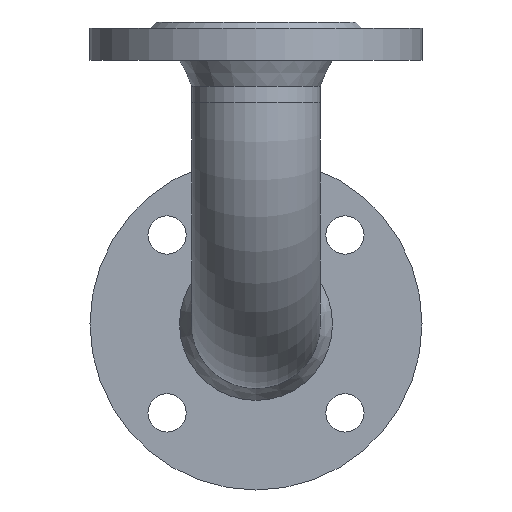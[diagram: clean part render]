
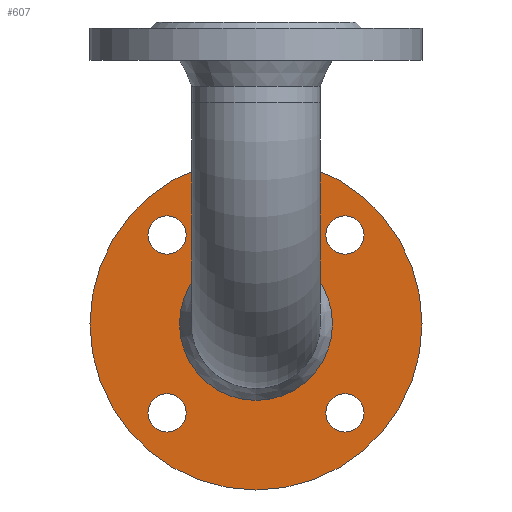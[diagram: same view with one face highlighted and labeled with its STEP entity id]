
A CAD part, left-side view. The second image highlights one B-rep face of the part: STEP entity #607.
In plain terms, the highlighted planar face has unit normal (-1, 0, 0).
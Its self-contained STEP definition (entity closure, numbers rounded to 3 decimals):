
#67 = DIRECTION ( 'NONE',  ( -1., 0., 0. ) ) ;
#68 = PLANE ( 'NONE',  #564 ) ;
#70 = CARTESIAN_POINT ( 'NONE',  ( 131., 0., -147. ) ) ;
#72 = DIRECTION ( 'NONE',  ( 0., 0., -1. ) ) ;
#96 = CARTESIAN_POINT ( 'NONE',  ( 131., 0., -147. ) ) ;
#97 = DIRECTION ( 'NONE',  ( -1., 0., 0. ) ) ;
#98 = DIRECTION ( 'NONE',  ( 0., 0., 1. ) ) ;
#129 = CARTESIAN_POINT ( 'NONE',  ( 131., 44.194, -191.194 ) ) ;
#130 = DIRECTION ( 'NONE',  ( -1., 0., 0. ) ) ;
#131 = DIRECTION ( 'NONE',  ( 0., 0., -1. ) ) ;
#175 = CARTESIAN_POINT ( 'NONE',  ( 131., 0., -147. ) ) ;
#176 = DIRECTION ( 'NONE',  ( -1., 0., 0. ) ) ;
#177 = DIRECTION ( 'NONE',  ( 0., 0., -1. ) ) ;
#179 = CARTESIAN_POINT ( 'NONE',  ( 131., -44.194, -191.194 ) ) ;
#180 = DIRECTION ( 'NONE',  ( -1., 0., 0. ) ) ;
#181 = DIRECTION ( 'NONE',  ( 0., 0., -1. ) ) ;
#183 = CARTESIAN_POINT ( 'NONE',  ( 131., -44.194, -102.806 ) ) ;
#184 = DIRECTION ( 'NONE',  ( -1., 0., 0. ) ) ;
#185 = DIRECTION ( 'NONE',  ( 0., 0., -1. ) ) ;
#190 = CARTESIAN_POINT ( 'NONE',  ( 131., 44.194, -102.806 ) ) ;
#191 = DIRECTION ( 'NONE',  ( -1., 0., 0. ) ) ;
#192 = DIRECTION ( 'NONE',  ( 0., 0., -1. ) ) ;
#193 = CARTESIAN_POINT ( 'NONE',  ( 131., 0., -64.5 ) ) ;
#204 = CARTESIAN_POINT ( 'NONE',  ( 131., 44.194, -200.694 ) ) ;
#219 = CARTESIAN_POINT ( 'NONE',  ( 131., 0., -185. ) ) ;
#220 = CARTESIAN_POINT ( 'NONE',  ( 131., -44.194, -200.694 ) ) ;
#221 = CARTESIAN_POINT ( 'NONE',  ( 131., -44.194, -112.306 ) ) ;
#223 = CARTESIAN_POINT ( 'NONE',  ( 131., 44.194, -112.306 ) ) ;
#308 = FACE_BOUND ( 'NONE', #513, .T. ) ;
#309 = FACE_BOUND ( 'NONE', #516, .T. ) ;
#310 = FACE_BOUND ( 'NONE', #635, .T. ) ;
#312 = FACE_BOUND ( 'NONE', #636, .T. ) ;
#314 = FACE_BOUND ( 'NONE', #508, .T. ) ;
#315 = FACE_OUTER_BOUND ( 'NONE', #640, .T. ) ;
#336 = CIRCLE ( 'NONE', #614, 82.5 ) ;
#347 = CIRCLE ( 'NONE', #457, 9.5 ) ;
#362 = CIRCLE ( 'NONE', #472, 38. ) ;
#363 = CIRCLE ( 'NONE', #473, 9.5 ) ;
#364 = CIRCLE ( 'NONE', #474, 9.5 ) ;
#366 = CIRCLE ( 'NONE', #476, 9.5 ) ;
#370 = VERTEX_POINT ( 'NONE', #193 ) ;
#381 = VERTEX_POINT ( 'NONE', #204 ) ;
#396 = VERTEX_POINT ( 'NONE', #219 ) ;
#397 = VERTEX_POINT ( 'NONE', #220 ) ;
#398 = VERTEX_POINT ( 'NONE', #221 ) ;
#400 = VERTEX_POINT ( 'NONE', #223 ) ;
#457 = AXIS2_PLACEMENT_3D ( 'NONE', #129, #130, #131 ) ;
#472 = AXIS2_PLACEMENT_3D ( 'NONE', #175, #176, #177 ) ;
#473 = AXIS2_PLACEMENT_3D ( 'NONE', #179, #180, #181 ) ;
#474 = AXIS2_PLACEMENT_3D ( 'NONE', #183, #184, #185 ) ;
#476 = AXIS2_PLACEMENT_3D ( 'NONE', #190, #191, #192 ) ;
#508 = EDGE_LOOP ( 'NONE', ( #662 ) ) ;
#513 = EDGE_LOOP ( 'NONE', ( #663 ) ) ;
#516 = EDGE_LOOP ( 'NONE', ( #660 ) ) ;
#564 = AXIS2_PLACEMENT_3D ( 'NONE', #70, #67, #72 ) ;
#607 = ADVANCED_FACE ( 'NONE', ( #309, #314, #308, #310, #312, #315 ), #68, .T. ) ;
#614 = AXIS2_PLACEMENT_3D ( 'NONE', #96, #97, #98 ) ;
#635 = EDGE_LOOP ( 'NONE', ( #664 ) ) ;
#636 = EDGE_LOOP ( 'NONE', ( #665 ) ) ;
#640 = EDGE_LOOP ( 'NONE', ( #666 ) ) ;
#660 = ORIENTED_EDGE ( 'NONE', *, *, #717, .F. ) ;
#662 = ORIENTED_EDGE ( 'NONE', *, *, #719, .F. ) ;
#663 = ORIENTED_EDGE ( 'NONE', *, *, #718, .F. ) ;
#664 = ORIENTED_EDGE ( 'NONE', *, *, #721, .F. ) ;
#665 = ORIENTED_EDGE ( 'NONE', *, *, #702, .F. ) ;
#666 = ORIENTED_EDGE ( 'NONE', *, *, #691, .T. ) ;
#691 = EDGE_CURVE ( 'NONE', #370, #370, #336, .T. ) ;
#702 = EDGE_CURVE ( 'NONE', #381, #381, #347, .T. ) ;
#717 = EDGE_CURVE ( 'NONE', #396, #396, #362, .T. ) ;
#718 = EDGE_CURVE ( 'NONE', #397, #397, #363, .T. ) ;
#719 = EDGE_CURVE ( 'NONE', #398, #398, #364, .T. ) ;
#721 = EDGE_CURVE ( 'NONE', #400, #400, #366, .T. ) ;
